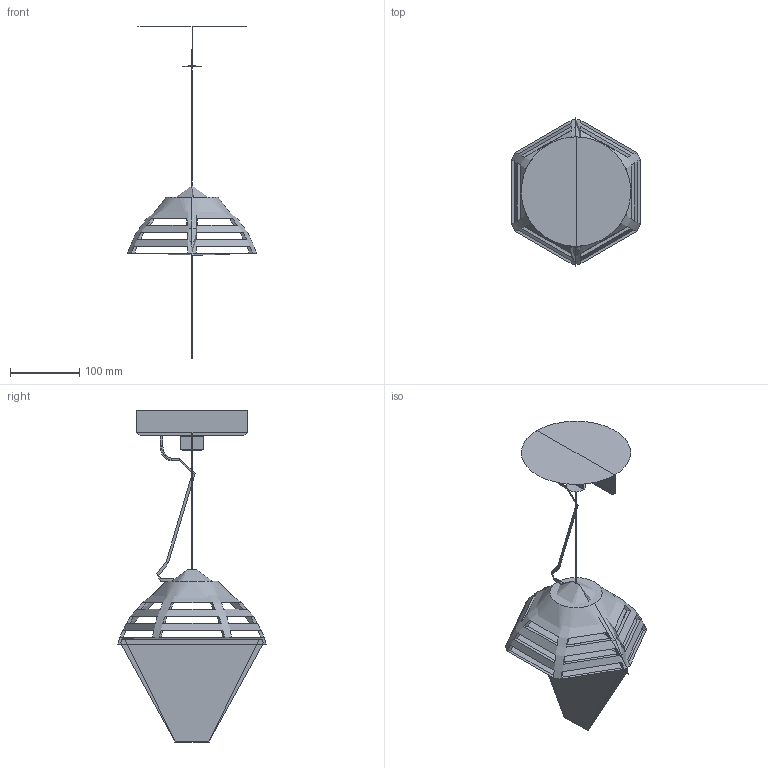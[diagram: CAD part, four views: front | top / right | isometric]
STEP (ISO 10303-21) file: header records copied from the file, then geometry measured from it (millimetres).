
FILE_DESCRIPTION(/* description */ (''),/* implementation_level */ '2;1');
FILE_NAME(/* name */ '190300_Invero sospensione 214',/* time_stamp */ '2016-05-18T15:02:41+02:00',/* author */ (''),/* organization */ (''),/* preprocessor_version */ 'ST-DEVELOPER v10',/* originating_system */ '',/* authorisation */ '');
FILE_SCHEMA (('CONFIG_CONTROL_DESIGN'));
Length unit declared in the file: millimetre
Products named in the file (1): 1
Bounding box: 186.14 x 214 x 479.54 mm (x, y, z)
Volume: 1443837.5 mm3; surface area: 381722.2 mm2
Topology: 4 solids, 6 shells, 168 faces, 438 edges, 280 vertices
Faces by surface type: bspline 122, plane 46
Entity records: 16926 total; most frequent: CARTESIAN_POINT 14496, ORIENTED_EDGE 802, EDGE_CURVE 404, VERTEX_POINT 247, EDGE_LOOP 208, ADVANCED_FACE 168, FACE_OUTER_BOUND 168, B_SPLINE_CURVE_WITH_KNOTS 90
